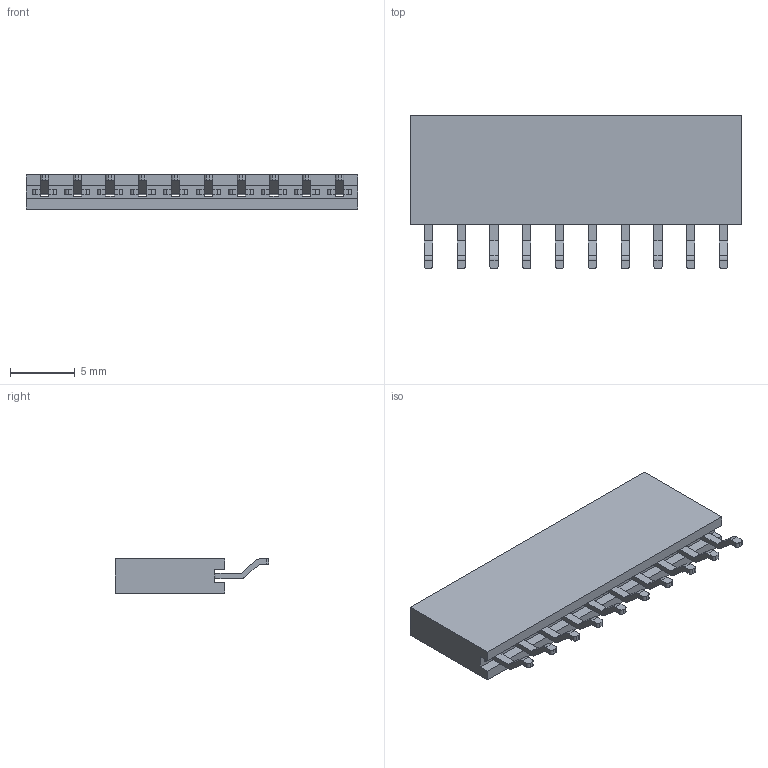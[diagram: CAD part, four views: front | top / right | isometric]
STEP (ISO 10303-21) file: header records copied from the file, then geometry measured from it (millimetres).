
FILE_DESCRIPTION (( 'STEP AP214' ), '1' );
FILE_NAME ('M20-7911042R.STEP', '2020-04-06T18:52:52', ( '' ), ( '' ), 'SwSTEP 2.0', 'SolidWorks 2018', '' );
FILE_SCHEMA (( 'AUTOMOTIVE_DESIGN' ));
Length unit declared in the file: millimetre
Products named in the file (1): M20-7911042R
Bounding box: 25.65 x 11.9 x 2.65 mm (x, y, z)
Volume: 532 mm3; surface area: 1378.3 mm2
Topology: 11 solids, 11 shells, 470 faces, 1304 edges, 856 vertices
Faces by surface type: plane 340, cylinder 130
Entity records: 18042 total; most frequent: CARTESIAN_POINT 2631, ORIENTED_EDGE 2608, DIRECTION 2506, EDGE_CURVE 1304, VECTOR 1044, LINE 1044, VERTEX_POINT 856, AXIS2_PLACEMENT_3D 731
